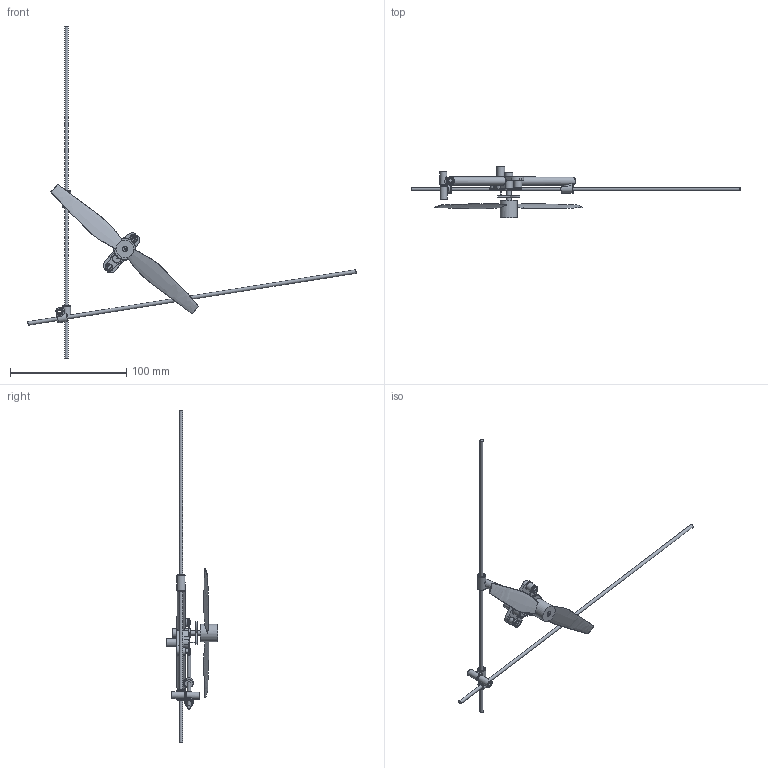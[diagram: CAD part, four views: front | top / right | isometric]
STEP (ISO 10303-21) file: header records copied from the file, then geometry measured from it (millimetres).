
FILE_DESCRIPTION(/* description */ (''),/* implementation_level */ '2;1');
FILE_NAME(/* name */ 'Assamble_grand_Helice-a-general v10.step',/* time_stamp */ '2023-06-14T11:14:37+02:00',/* author */ (''),/* organization */ (''),/* preprocessor_version */ 'ST-DEVELOPER v19.2',/* originating_system */ 'Autodesk Translation Framework v12.6.0.85',/* authorisation */ '');
FILE_SCHEMA (('AUTOMOTIVE_DESIGN { 1 0 10303 214 3 1 1 }'));
Length unit declared in the file: millimetre
Products named in the file (10): Assamble_grand_Helice-a-general; Assamble grand Helice 3; 5-Attache_moteur_avancer; Union gear Helice 2; ServoMotor; gear; Baguette_diagonal_avant; 2-Attaches_base_V_arriere_1; 2-Attaches_base_V_arrriere_2; Mid-propeller 2BLADES
Assembly tree (10 placements, depth 3):
  Assamble_grand_Helice-a-general
    Assamble grand Helice 3
      5-Attache_moteur_avancer
      Union gear Helice 2
      ServoMotor
      gear
    Baguette_diagonal_avant  x2
    2-Attaches_base_V_arriere_1
    2-Attaches_base_V_arrriere_2
    Mid-propeller 2BLADES
Bounding box: 281.96 x 44.5 x 285 mm (x, y, z)
Volume: 16649.8 mm3; surface area: 21812 mm2
Topology: 9 solids, 10 shells, 406 faces, 1066 edges, 694 vertices
Faces by surface type: plane 228, cylinder 124, torus 36, bspline 14, cone 4
Full cylindrical faces by diameter (mm): 0.8 x1, 1.342 x1, 1.4 x1, 3 x4, 3.2 x1, 3.5 x3, 3.8 x2, 4.2 x2, 4.5 x1, 5.5 x1, 6 x4, 6.015 x1, 6.1 x1, 7 x7, 7.6 x1, 7.671 x1, 8.126 x1, 10 x1, 15 x1
Entity records: 15281 total; most frequent: CARTESIAN_POINT 4835, DIRECTION 2148, ORIENTED_EDGE 2126, EDGE_CURVE 1063, AXIS2_PLACEMENT_3D 765, VERTEX_POINT 692, LINE 618, VECTOR 618
